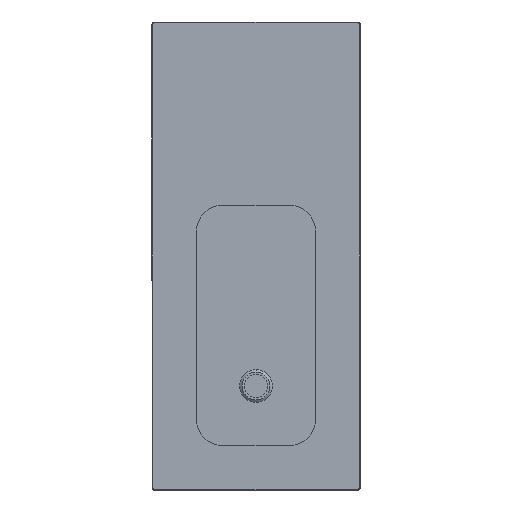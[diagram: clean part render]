
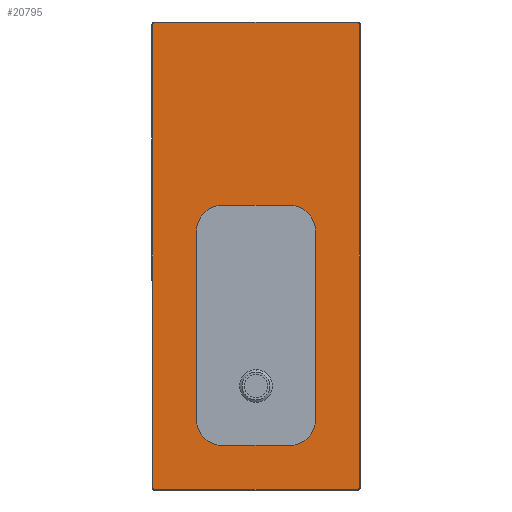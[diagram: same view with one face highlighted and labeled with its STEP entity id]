
A CAD part, front view. The second image highlights one B-rep face of the part: STEP entity #20795.
In plain terms, the highlighted planar face has unit normal (0, -1, 0).
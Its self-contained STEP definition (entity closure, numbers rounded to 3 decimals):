
#20446=CARTESIAN_POINT('',(-393.,-40.,1393.));
#20447=DIRECTION('',(0.,-1.,0.));
#20448=DIRECTION('',(0.,0.,1.));
#20449=AXIS2_PLACEMENT_3D('',#20446,#20447,#20448);
#20455=DIRECTION('',(1.,0.,0.));
#20456=VECTOR('',#20455,257.182);
#20457=CARTESIAN_POINT('',(-128.591,-40.,-228.591));
#20458=LINE('',#20457,#20456);
#20459=CARTESIAN_POINT('',(128.591,-40.,-128.591));
#20460=DIRECTION('',(0.,-1.,0.));
#20461=DIRECTION('',(0.,0.,-1.));
#20462=AXIS2_PLACEMENT_3D('',#20459,#20460,#20461);
#20464=DIRECTION('',(0.,0.,1.));
#20465=VECTOR('',#20464,723.76);
#20466=CARTESIAN_POINT('',(228.591,-40.,-128.591));
#20467=LINE('',#20466,#20465);
#20468=CARTESIAN_POINT('',(128.591,-40.,595.169));
#20469=DIRECTION('',(0.,-1.,0.));
#20470=DIRECTION('',(1.,0.,0.));
#20471=AXIS2_PLACEMENT_3D('',#20468,#20469,#20470);
#20473=DIRECTION('',(-1.,0.,0.));
#20474=VECTOR('',#20473,257.182);
#20475=CARTESIAN_POINT('',(128.591,-40.,695.169));
#20476=LINE('',#20475,#20474);
#20477=CARTESIAN_POINT('',(-128.591,-40.,595.169));
#20478=DIRECTION('',(0.,-1.,0.));
#20479=DIRECTION('',(0.,0.,1.));
#20480=AXIS2_PLACEMENT_3D('',#20477,#20478,#20479);
#20482=DIRECTION('',(0.,0.,-1.));
#20483=VECTOR('',#20482,723.76);
#20484=CARTESIAN_POINT('',(-228.591,-40.,595.169));
#20485=LINE('',#20484,#20483);
#20486=CARTESIAN_POINT('',(-128.591,-40.,-128.591));
#20487=DIRECTION('',(0.,-1.,0.));
#20488=DIRECTION('',(-1.,0.,0.));
#20489=AXIS2_PLACEMENT_3D('',#20486,#20487,#20488);
#20523=DIRECTION('',(-1.,0.,0.));
#20524=VECTOR('',#20523,786.);
#20525=CARTESIAN_POINT('',(393.,-40.,1397.));
#20526=LINE('',#20525,#20524);
#20531=CARTESIAN_POINT('',(393.,-40.,1393.));
#20532=DIRECTION('',(0.,-1.,0.));
#20533=DIRECTION('',(1.,0.,0.));
#20534=AXIS2_PLACEMENT_3D('',#20531,#20532,#20533);
#20540=DIRECTION('',(0.,0.,1.));
#20541=VECTOR('',#20540,1786.);
#20542=CARTESIAN_POINT('',(397.,-40.,-393.));
#20543=LINE('',#20542,#20541);
#20548=CARTESIAN_POINT('',(393.,-40.,-393.));
#20549=DIRECTION('',(0.,-1.,0.));
#20550=DIRECTION('',(0.,0.,-1.));
#20551=AXIS2_PLACEMENT_3D('',#20548,#20549,#20550);
#20557=DIRECTION('',(1.,0.,0.));
#20558=VECTOR('',#20557,786.);
#20559=CARTESIAN_POINT('',(-393.,-40.,-397.));
#20560=LINE('',#20559,#20558);
#20565=CARTESIAN_POINT('',(-393.,-40.,-393.));
#20566=DIRECTION('',(0.,-1.,0.));
#20567=DIRECTION('',(-1.,0.,0.));
#20568=AXIS2_PLACEMENT_3D('',#20565,#20566,#20567);
#20574=DIRECTION('',(0.,0.,-1.));
#20575=VECTOR('',#20574,1786.);
#20576=CARTESIAN_POINT('',(-397.,-40.,1393.));
#20577=LINE('',#20576,#20575);
#20606=CARTESIAN_POINT('',(-128.591,-40.,-228.591));
#20607=CARTESIAN_POINT('',(128.591,-40.,-228.591));
#20608=VERTEX_POINT('',#20606);
#20609=VERTEX_POINT('',#20607);
#20610=CARTESIAN_POINT('',(228.591,-40.,-128.591));
#20611=VERTEX_POINT('',#20610);
#20612=CARTESIAN_POINT('',(228.591,-40.,595.169));
#20613=VERTEX_POINT('',#20612);
#20614=CARTESIAN_POINT('',(128.591,-40.,695.169));
#20615=VERTEX_POINT('',#20614);
#20616=CARTESIAN_POINT('',(-128.591,-40.,695.169));
#20617=VERTEX_POINT('',#20616);
#20618=CARTESIAN_POINT('',(-228.591,-40.,595.169));
#20619=VERTEX_POINT('',#20618);
#20620=CARTESIAN_POINT('',(-228.591,-40.,-128.591));
#20621=VERTEX_POINT('',#20620);
#20622=CARTESIAN_POINT('',(-393.,-40.,1397.));
#20623=CARTESIAN_POINT('',(-397.,-40.,1393.));
#20624=VERTEX_POINT('',#20622);
#20625=VERTEX_POINT('',#20623);
#20626=CARTESIAN_POINT('',(-397.,-40.,-393.));
#20627=VERTEX_POINT('',#20626);
#20628=CARTESIAN_POINT('',(-393.,-40.,-397.));
#20629=VERTEX_POINT('',#20628);
#20630=CARTESIAN_POINT('',(393.,-40.,-397.));
#20631=VERTEX_POINT('',#20630);
#20632=CARTESIAN_POINT('',(397.,-40.,-393.));
#20633=VERTEX_POINT('',#20632);
#20634=CARTESIAN_POINT('',(397.,-40.,1393.));
#20635=VERTEX_POINT('',#20634);
#20636=CARTESIAN_POINT('',(393.,-40.,1397.));
#20637=VERTEX_POINT('',#20636);
#20755=CARTESIAN_POINT('',(0.,-40.,0.));
#20756=DIRECTION('',(0.,1.,0.));
#20757=DIRECTION('',(0.,0.,1.));
#20758=AXIS2_PLACEMENT_3D('',#20755,#20756,#20757);
#20759=PLANE('',#20758);
#20760=ORIENTED_EDGE('',*,*,#20745,.F.);
#20762=ORIENTED_EDGE('',*,*,#20761,.F.);
#20764=ORIENTED_EDGE('',*,*,#20763,.F.);
#20766=ORIENTED_EDGE('',*,*,#20765,.F.);
#20768=ORIENTED_EDGE('',*,*,#20767,.F.);
#20770=ORIENTED_EDGE('',*,*,#20769,.F.);
#20772=ORIENTED_EDGE('',*,*,#20771,.F.);
#20774=ORIENTED_EDGE('',*,*,#20773,.F.);
#20775=EDGE_LOOP('',(#20760,#20762,#20764,#20766,#20768,#20770,#20772,#20774));
#20776=FACE_OUTER_BOUND('',#20775,.F.);
#20778=ORIENTED_EDGE('',*,*,#20777,.T.);
#20780=ORIENTED_EDGE('',*,*,#20779,.T.);
#20782=ORIENTED_EDGE('',*,*,#20781,.T.);
#20784=ORIENTED_EDGE('',*,*,#20783,.T.);
#20786=ORIENTED_EDGE('',*,*,#20785,.T.);
#20788=ORIENTED_EDGE('',*,*,#20787,.T.);
#20790=ORIENTED_EDGE('',*,*,#20789,.T.);
#20792=ORIENTED_EDGE('',*,*,#20791,.T.);
#20793=EDGE_LOOP('',(#20778,#20780,#20782,#20784,#20786,#20788,#20790,#20792));
#20794=FACE_BOUND('',#20793,.F.);
#20795=ADVANCED_FACE('',(#20776,#20794),#20759,.F.);
#20450=CIRCLE('',#20449,4.);
#20463=CIRCLE('',#20462,100.);
#20472=CIRCLE('',#20471,100.);
#20481=CIRCLE('',#20480,100.);
#20490=CIRCLE('',#20489,100.);
#20535=CIRCLE('',#20534,4.);
#20552=CIRCLE('',#20551,4.);
#20569=CIRCLE('',#20568,4.);
#20745=EDGE_CURVE('',#20624,#20625,#20450,.T.);
#20761=EDGE_CURVE('',#20637,#20624,#20526,.T.);
#20763=EDGE_CURVE('',#20635,#20637,#20535,.T.);
#20765=EDGE_CURVE('',#20633,#20635,#20543,.T.);
#20767=EDGE_CURVE('',#20631,#20633,#20552,.T.);
#20769=EDGE_CURVE('',#20629,#20631,#20560,.T.);
#20771=EDGE_CURVE('',#20627,#20629,#20569,.T.);
#20773=EDGE_CURVE('',#20625,#20627,#20577,.T.);
#20777=EDGE_CURVE('',#20608,#20609,#20458,.T.);
#20779=EDGE_CURVE('',#20609,#20611,#20463,.T.);
#20781=EDGE_CURVE('',#20611,#20613,#20467,.T.);
#20783=EDGE_CURVE('',#20613,#20615,#20472,.T.);
#20785=EDGE_CURVE('',#20615,#20617,#20476,.T.);
#20787=EDGE_CURVE('',#20617,#20619,#20481,.T.);
#20789=EDGE_CURVE('',#20619,#20621,#20485,.T.);
#20791=EDGE_CURVE('',#20621,#20608,#20490,.T.);
